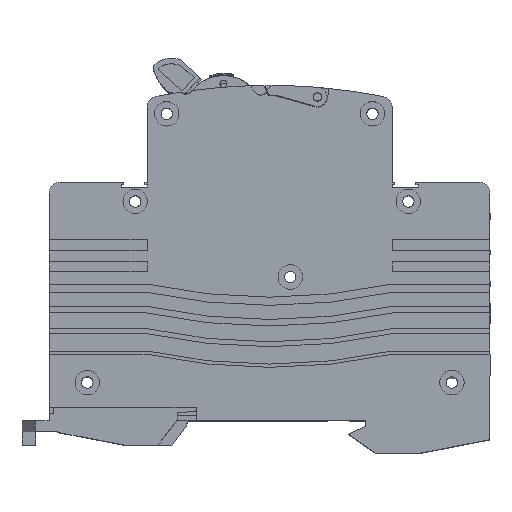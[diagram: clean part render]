
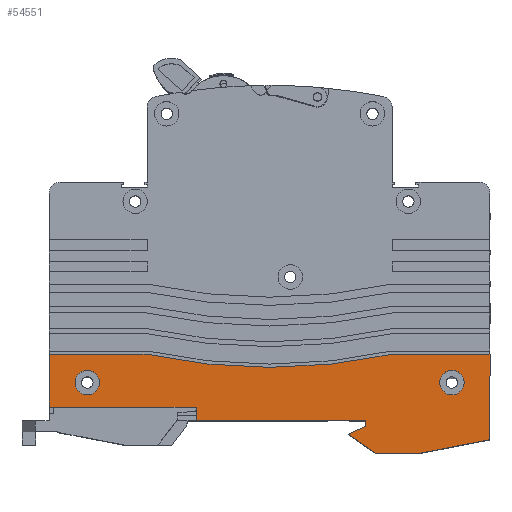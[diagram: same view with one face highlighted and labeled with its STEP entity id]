
A CAD part, top view. The second image highlights one B-rep face of the part: STEP entity #54551.
In plain terms, the highlighted face is planar.
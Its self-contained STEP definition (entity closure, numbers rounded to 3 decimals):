
#364 = EDGE_CURVE ( 'NONE', #77796, #31432, #73808, .T. ) ;
#1940 = DIRECTION ( 'NONE',  ( -0.906, 0.423, 0. ) ) ;
#2449 = VERTEX_POINT ( 'NONE', #72668 ) ;
#3009 = VECTOR ( 'NONE', #54848, 1000. ) ;
#3213 = CARTESIAN_POINT ( 'NONE',  ( 40.5, 12.2, 0. ) ) ;
#3794 = VECTOR ( 'NONE', #29760, 1000. ) ;
#5273 = AXIS2_PLACEMENT_3D ( 'NONE', #63027, #21184, #77199 ) ;
#7362 = CARTESIAN_POINT ( 'NONE',  ( 40.5, 41.8, 0. ) ) ;
#7795 = LINE ( 'NONE', #72724, #62043 ) ;
#7863 = ORIENTED_EDGE ( 'NONE', *, *, #27030, .F. ) ;
#8271 = EDGE_LOOP ( 'NONE', ( #53709, #84904, #23870, #7863, #37790, #80340, #36262, #46577, #16791, #10417, #20321, #15720, #25829 ) ) ;
#8944 = CARTESIAN_POINT ( 'NONE',  ( 40.5, 2.5, 0. ) ) ;
#9529 = LINE ( 'NONE', #33345, #3009 ) ;
#10417 = ORIENTED_EDGE ( 'NONE', *, *, #87090, .T. ) ;
#11187 = AXIS2_PLACEMENT_3D ( 'NONE', #74360, #39787, #18924 ) ;
#11279 = LINE ( 'NONE', #12788, #46985 ) ;
#12643 = ORIENTED_EDGE ( 'NONE', *, *, #77404, .F. ) ;
#12788 = CARTESIAN_POINT ( 'NONE',  ( -20.5, 0., 0. ) ) ;
#13870 = CIRCLE ( 'NONE', #65311, 2.25 ) ;
#14040 = CARTESIAN_POINT ( 'NONE',  ( -40.5, 41.8, 0. ) ) ;
#15720 = ORIENTED_EDGE ( 'NONE', *, *, #31535, .F. ) ;
#16173 = VERTEX_POINT ( 'NONE', #67917 ) ;
#16741 = EDGE_CURVE ( 'NONE', #76347, #66182, #53226, .T. ) ;
#16776 = VERTEX_POINT ( 'NONE', #62551 ) ;
#16791 = ORIENTED_EDGE ( 'NONE', *, *, #36595, .T. ) ;
#17602 = DIRECTION ( 'NONE',  ( 1., 0., 0. ) ) ;
#18630 = CARTESIAN_POINT ( 'NONE',  ( -27.6, -6., 0. ) ) ;
#18924 = DIRECTION ( 'NONE',  ( -1., 0., 0. ) ) ;
#19216 = CARTESIAN_POINT ( 'NONE',  ( 33.5, 7., 0. ) ) ;
#19283 = DIRECTION ( 'NONE',  ( 1., 0., 0. ) ) ;
#19402 = CARTESIAN_POINT ( 'NONE',  ( -40.5, -3.492, 0. ) ) ;
#19936 = VERTEX_POINT ( 'NONE', #88982 ) ;
#20321 = ORIENTED_EDGE ( 'NONE', *, *, #65085, .F. ) ;
#20359 = DIRECTION ( 'NONE',  ( 0., -1., 0. ) ) ;
#21184 = DIRECTION ( 'NONE',  ( 0., 0., -1. ) ) ;
#21820 = EDGE_LOOP ( 'NONE', ( #81201, #37059 ) ) ;
#22275 = CARTESIAN_POINT ( 'NONE',  ( -17.7, 0., 0. ) ) ;
#23870 = ORIENTED_EDGE ( 'NONE', *, *, #88356, .F. ) ;
#23924 = DIRECTION ( 'NONE',  ( -1., 0., 0. ) ) ;
#24559 = CARTESIAN_POINT ( 'NONE',  ( -20.5, 12.2, 0. ) ) ;
#24673 = DIRECTION ( 'NONE',  ( 0., 1., 0. ) ) ;
#25742 = CARTESIAN_POINT ( 'NONE',  ( 40.5, 2.5, 0. ) ) ;
#25829 = ORIENTED_EDGE ( 'NONE', *, *, #77202, .T. ) ;
#25982 = EDGE_CURVE ( 'NONE', #16173, #66182, #82595, .T. ) ;
#26146 = DIRECTION ( 'NONE',  ( 0., 0., -1. ) ) ;
#27030 = EDGE_CURVE ( 'NONE', #76347, #71554, #44595, .T. ) ;
#27223 = VECTOR ( 'NONE', #80341, 1000. ) ;
#28501 = EDGE_CURVE ( 'NONE', #34465, #54584, #44172, .T. ) ;
#28549 = DIRECTION ( 'NONE',  ( 0., 1., 0. ) ) ;
#29342 = CARTESIAN_POINT ( 'NONE',  ( -33.5, 7., 0. ) ) ;
#29749 = CARTESIAN_POINT ( 'NONE',  ( -14.5, -2.492, 0. ) ) ;
#29760 = DIRECTION ( 'NONE',  ( -1., 0., 0. ) ) ;
#30568 = EDGE_LOOP ( 'NONE', ( #38555, #12643 ) ) ;
#31432 = VERTEX_POINT ( 'NONE', #59801 ) ;
#31535 = EDGE_CURVE ( 'NONE', #89721, #45166, #11279, .T. ) ;
#33186 = VERTEX_POINT ( 'NONE', #3213 ) ;
#33345 = CARTESIAN_POINT ( 'NONE',  ( -20.5, 12.2, 0. ) ) ;
#34465 = VERTEX_POINT ( 'NONE', #57331 ) ;
#35014 = CARTESIAN_POINT ( 'NONE',  ( -35.75, 7., 0. ) ) ;
#35879 = DIRECTION ( 'NONE',  ( 0., -1., 0. ) ) ;
#36262 = ORIENTED_EDGE ( 'NONE', *, *, #36866, .F. ) ;
#36374 = DIRECTION ( 'NONE',  ( 0.819, 0.574, 0. ) ) ;
#36595 = EDGE_CURVE ( 'NONE', #33186, #63002, #59240, .T. ) ;
#36866 = EDGE_CURVE ( 'NONE', #37238, #16173, #76592, .T. ) ;
#37059 = ORIENTED_EDGE ( 'NONE', *, *, #74798, .F. ) ;
#37238 = VERTEX_POINT ( 'NONE', #49611 ) ;
#37790 = ORIENTED_EDGE ( 'NONE', *, *, #16741, .T. ) ;
#38555 = ORIENTED_EDGE ( 'NONE', *, *, #364, .F. ) ;
#39787 = DIRECTION ( 'NONE',  ( 0., 0., -1. ) ) ;
#39877 = VECTOR ( 'NONE', #1940, 1000. ) ;
#40446 = AXIS2_PLACEMENT_3D ( 'NONE', #72112, #65489, #23924 ) ;
#42780 = CARTESIAN_POINT ( 'NONE',  ( 13.5, 0., 0. ) ) ;
#42996 = DIRECTION ( 'NONE',  ( -1., 0., 0. ) ) ;
#44172 = LINE ( 'NONE', #77892, #82199 ) ;
#44525 = DIRECTION ( 'NONE',  ( 0.982, -0.191, 0. ) ) ;
#44595 = LINE ( 'NONE', #66376, #67405 ) ;
#45166 = VERTEX_POINT ( 'NONE', #42780 ) ;
#45734 = LINE ( 'NONE', #80744, #50083 ) ;
#46553 = CARTESIAN_POINT ( 'NONE',  ( -14.5, -2.492, 0. ) ) ;
#46577 = ORIENTED_EDGE ( 'NONE', *, *, #85690, .F. ) ;
#46985 = VECTOR ( 'NONE', #47914, 1000. ) ;
#47914 = DIRECTION ( 'NONE',  ( 1., 0., 0. ) ) ;
#47922 = CIRCLE ( 'NONE', #5273, 2.25 ) ;
#48487 = VERTEX_POINT ( 'NONE', #35014 ) ;
#49145 = EDGE_CURVE ( 'NONE', #48487, #16776, #58443, .T. ) ;
#49611 = CARTESIAN_POINT ( 'NONE',  ( 22.525, 12.2, 0. ) ) ;
#50083 = VECTOR ( 'NONE', #24673, 1000. ) ;
#52509 = DIRECTION ( 'NONE',  ( -1., 0., 0. ) ) ;
#53226 = LINE ( 'NONE', #14040, #89014 ) ;
#53709 = ORIENTED_EDGE ( 'NONE', *, *, #85299, .F. ) ;
#54551 = ADVANCED_FACE ( 'NONE', ( #69980, #63514, #61311 ), #88117, .F. ) ;
#54584 = VERTEX_POINT ( 'NONE', #46553 ) ;
#54848 = DIRECTION ( 'NONE',  ( -1., 0., 0. ) ) ;
#57331 = CARTESIAN_POINT ( 'NONE',  ( -19.51, -6., 0. ) ) ;
#58368 = LINE ( 'NONE', #29749, #39877 ) ;
#58443 = CIRCLE ( 'NONE', #63398, 2.25 ) ;
#59240 = LINE ( 'NONE', #7362, #84217 ) ;
#59801 = CARTESIAN_POINT ( 'NONE',  ( 35.75, 7., 0. ) ) ;
#60212 = DIRECTION ( 'NONE',  ( 0., 0., 1. ) ) ;
#61311 = FACE_BOUND ( 'NONE', #21820, .T. ) ;
#62043 = VECTOR ( 'NONE', #17602, 1000. ) ;
#62551 = CARTESIAN_POINT ( 'NONE',  ( -31.25, 7., 0. ) ) ;
#63002 = VERTEX_POINT ( 'NONE', #25742 ) ;
#63027 = CARTESIAN_POINT ( 'NONE',  ( -33.5, 7., 0. ) ) ;
#63398 = AXIS2_PLACEMENT_3D ( 'NONE', #29342, #65169, #42996 ) ;
#63432 = LINE ( 'NONE', #8944, #3794 ) ;
#63514 = FACE_BOUND ( 'NONE', #30568, .T. ) ;
#65085 = EDGE_CURVE ( 'NONE', #45166, #19936, #45734, .T. ) ;
#65169 = DIRECTION ( 'NONE',  ( 0., 0., -1. ) ) ;
#65311 = AXIS2_PLACEMENT_3D ( 'NONE', #19216, #26146, #52509 ) ;
#65489 = DIRECTION ( 'NONE',  ( 0., 0., -1. ) ) ;
#66182 = VERTEX_POINT ( 'NONE', #76318 ) ;
#66376 = CARTESIAN_POINT ( 'NONE',  ( -40.5, -3.492, 0. ) ) ;
#67405 = VECTOR ( 'NONE', #44525, 1000. ) ;
#67917 = CARTESIAN_POINT ( 'NONE',  ( -22.525, 12.2, 0. ) ) ;
#68022 = VECTOR ( 'NONE', #35879, 1000. ) ;
#69980 = FACE_OUTER_BOUND ( 'NONE', #8271, .T. ) ;
#71554 = VERTEX_POINT ( 'NONE', #18630 ) ;
#72112 = CARTESIAN_POINT ( 'NONE',  ( 0., 116.7, 0. ) ) ;
#72668 = CARTESIAN_POINT ( 'NONE',  ( -17.7, -1., 0. ) ) ;
#72724 = CARTESIAN_POINT ( 'NONE',  ( -20.5, -6., 0. ) ) ;
#73052 = CARTESIAN_POINT ( 'NONE',  ( 31.25, 7., 0. ) ) ;
#73808 = CIRCLE ( 'NONE', #11187, 2.25 ) ;
#74360 = CARTESIAN_POINT ( 'NONE',  ( 33.5, 7., 0. ) ) ;
#74798 = EDGE_CURVE ( 'NONE', #16776, #48487, #47922, .T. ) ;
#76318 = CARTESIAN_POINT ( 'NONE',  ( -40.5, 12.2, 0. ) ) ;
#76347 = VERTEX_POINT ( 'NONE', #19402 ) ;
#76592 = CIRCLE ( 'NONE', #40446, 106.9 ) ;
#77199 = DIRECTION ( 'NONE',  ( -1., 0., 0. ) ) ;
#77202 = EDGE_CURVE ( 'NONE', #89721, #2449, #77751, .T. ) ;
#77404 = EDGE_CURVE ( 'NONE', #31432, #77796, #13870, .T. ) ;
#77751 = LINE ( 'NONE', #22275, #68022 ) ;
#77796 = VERTEX_POINT ( 'NONE', #73052 ) ;
#77892 = CARTESIAN_POINT ( 'NONE',  ( -19.51, -6., 0. ) ) ;
#80340 = ORIENTED_EDGE ( 'NONE', *, *, #25982, .F. ) ;
#80341 = DIRECTION ( 'NONE',  ( -1., 0., 0. ) ) ;
#80744 = CARTESIAN_POINT ( 'NONE',  ( 13.5, 57.597, 0. ) ) ;
#81201 = ORIENTED_EDGE ( 'NONE', *, *, #49145, .F. ) ;
#81599 = CARTESIAN_POINT ( 'NONE',  ( -17.7, 0., 0. ) ) ;
#82199 = VECTOR ( 'NONE', #36374, 1000. ) ;
#82216 = AXIS2_PLACEMENT_3D ( 'NONE', #87817, #60212, #19283 ) ;
#82595 = LINE ( 'NONE', #24559, #27223 ) ;
#84217 = VECTOR ( 'NONE', #20359, 1000. ) ;
#84904 = ORIENTED_EDGE ( 'NONE', *, *, #28501, .F. ) ;
#85299 = EDGE_CURVE ( 'NONE', #54584, #2449, #58368, .T. ) ;
#85690 = EDGE_CURVE ( 'NONE', #33186, #37238, #9529, .T. ) ;
#87090 = EDGE_CURVE ( 'NONE', #63002, #19936, #63432, .T. ) ;
#87817 = CARTESIAN_POINT ( 'NONE',  ( -20.5, 57.597, 0. ) ) ;
#88117 = PLANE ( 'NONE',  #82216 ) ;
#88356 = EDGE_CURVE ( 'NONE', #71554, #34465, #7795, .T. ) ;
#88982 = CARTESIAN_POINT ( 'NONE',  ( 13.5, 2.5, 0. ) ) ;
#89014 = VECTOR ( 'NONE', #28549, 1000. ) ;
#89721 = VERTEX_POINT ( 'NONE', #81599 ) ;
